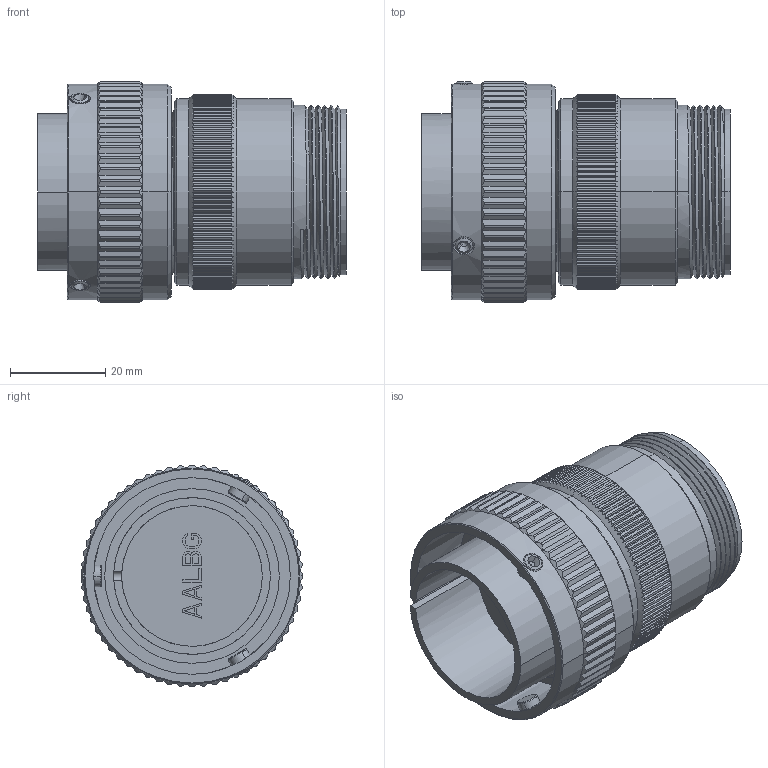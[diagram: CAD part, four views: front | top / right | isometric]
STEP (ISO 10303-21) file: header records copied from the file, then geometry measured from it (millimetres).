
FILE_DESCRIPTION((''),'2;1');
FILE_NAME('VG95234-24_SW0001','2023-02-24T11:04:07',('paultorloting'),('NET AG system integration'),'CREO PARAMETRIC BY PTC INC, 2021404','CREO PARAMETRIC BY PTC INC, 2021404','');
FILE_SCHEMA(('AUTOMOTIVE_DESIGN { 1 0 10303 214 1 1 1 1 }'));
Length unit declared in the file: millimetre
Products named in the file (1): VG95234-24_SW0001
Bounding box: 64.65 x 46.46 x 46.46 mm (x, y, z)
Volume: 58523.6 mm3; surface area: 19227.8 mm2
Topology: 1 solids, 1 shells, 920 faces, 2598 edges, 1707 vertices
Faces by surface type: plane 621, cylinder 234, cone 50, bspline 9, torus 6
Entity records: 41881 total; most frequent: CARTESIAN_POINT 14492, ORIENTED_EDGE 5184, DIRECTION 4137, EDGE_CURVE 2592, VERTEX_POINT 1707, AXIS2_PLACEMENT_3D 1406, VECTOR 1322, LINE 1322
